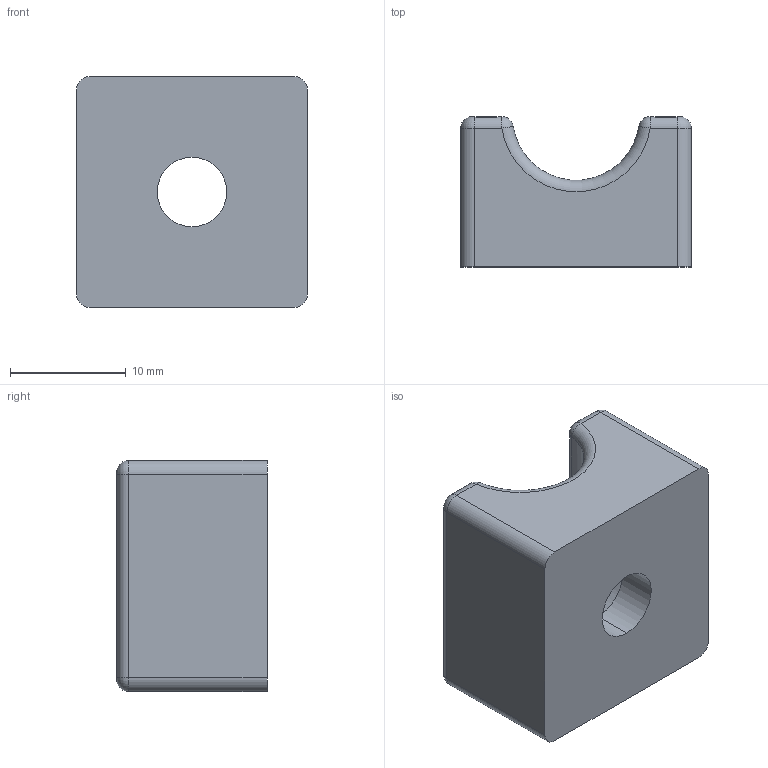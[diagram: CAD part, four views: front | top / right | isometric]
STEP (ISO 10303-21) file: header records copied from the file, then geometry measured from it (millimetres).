
FILE_DESCRIPTION (( 'STEP AP203' ), '1' );
FILE_NAME ('P4_3D Printed Cable Guide.STEP', '2023-09-02T22:10:10', ( '' ), ( '' ), 'SwSTEP 2.0', 'SolidWorks 2020', '' );
FILE_SCHEMA (( 'CONFIG_CONTROL_DESIGN' ));
Length unit declared in the file: millimetre
Products named in the file (1): P4_3D Printed Cable Guide
Bounding box: 20 x 13 x 20 mm (x, y, z)
Volume: 3379.1 mm3; surface area: 2470.4 mm2
Topology: 1 solids, 1 shells, 43 faces, 116 edges, 68 vertices
Faces by surface type: cylinder 17, plane 12, torus 6, bspline 4, sphere 4
Entity records: 1783 total; most frequent: CARTESIAN_POINT 658, ORIENTED_EDGE 224, DIRECTION 216, EDGE_CURVE 112, AXIS2_PLACEMENT_3D 82, VERTEX_POINT 68, LINE 52, VECTOR 52
